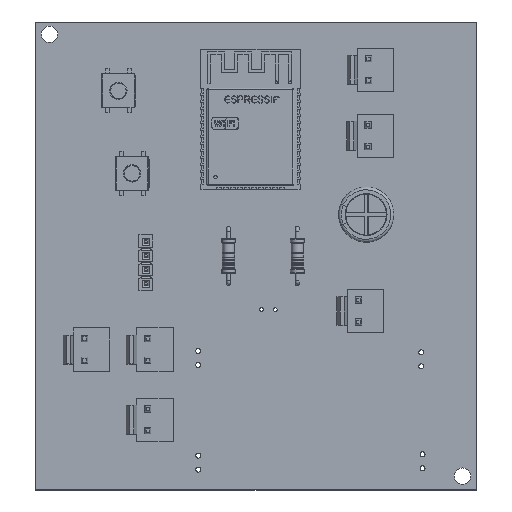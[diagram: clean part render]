
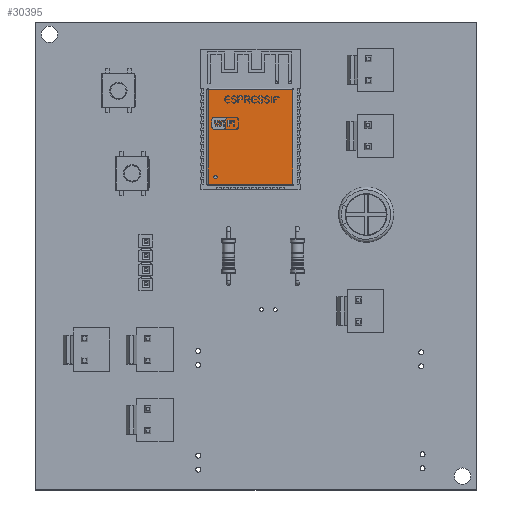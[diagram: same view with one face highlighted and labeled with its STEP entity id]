
A CAD part, top view. The second image highlights one B-rep face of the part: STEP entity #30395.
In plain terms, the highlighted planar face has unit normal (0, 0, 1).
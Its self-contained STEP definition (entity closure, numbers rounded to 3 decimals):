
#29308 = VERTEX_POINT('',#29309);
#29309 = CARTESIAN_POINT('',(-6.665,-10.461,2.3));
#29325 = EDGE_CURVE('',#29308,#29326,#29328,.T.);
#29326 = VERTEX_POINT('',#29327);
#29327 = CARTESIAN_POINT('',(-6.065,-10.461,2.3));
#29328 = CIRCLE('',#29329,0.3);
#29329 = AXIS2_PLACEMENT_3D('',#29330,#29331,#29332);
#29330 = CARTESIAN_POINT('',(-6.365,-10.461,2.3));
#29331 = DIRECTION('',(0.,0.,-1.));
#29332 = DIRECTION('',(1.,0.,0.));
#29334 = EDGE_CURVE('',#29326,#29308,#29335,.T.);
#29335 = CIRCLE('',#29336,0.3);
#29336 = AXIS2_PLACEMENT_3D('',#29337,#29338,#29339);
#29337 = CARTESIAN_POINT('',(-6.365,-10.461,2.3));
#29338 = DIRECTION('',(0.,0.,-1.));
#29339 = DIRECTION('',(1.,0.,0.));
#30142 = VERTEX_POINT('',#30143);
#30143 = CARTESIAN_POINT('',(7.7,-11.69,2.3));
#30159 = VERTEX_POINT('',#30160);
#30160 = CARTESIAN_POINT('',(7.7,5.51,2.3));
#30167 = EDGE_CURVE('',#30159,#30142,#30168,.T.);
#30168 = LINE('',#30169,#30170);
#30169 = CARTESIAN_POINT('',(7.7,-7.49,2.3));
#30170 = VECTOR('',#30171,1.);
#30171 = DIRECTION('',(0.,-1.,0.));
#30182 = VERTEX_POINT('',#30183);
#30183 = CARTESIAN_POINT('',(-7.7,-11.69,2.3));
#30205 = EDGE_CURVE('',#30142,#30182,#30206,.T.);
#30206 = LINE('',#30207,#30208);
#30207 = CARTESIAN_POINT('',(-3.95,-11.69,2.3));
#30208 = VECTOR('',#30209,1.);
#30209 = DIRECTION('',(-1.,0.,0.));
#30237 = VERTEX_POINT('',#30238);
#30238 = CARTESIAN_POINT('',(-7.7,5.51,2.3));
#30260 = EDGE_CURVE('',#30182,#30237,#30261,.T.);
#30261 = LINE('',#30262,#30263);
#30262 = CARTESIAN_POINT('',(-7.7,1.31,2.3));
#30263 = VECTOR('',#30264,1.);
#30264 = DIRECTION('',(0.,1.,0.));
#30307 = EDGE_CURVE('',#30237,#30159,#30308,.T.);
#30308 = LINE('',#30309,#30310);
#30309 = CARTESIAN_POINT('',(3.95,5.51,2.3));
#30310 = VECTOR('',#30311,1.);
#30311 = DIRECTION('',(1.,0.,0.));
#30395 = ADVANCED_FACE('',(#30396,#30402),#30406,.T.);
#30396 = FACE_BOUND('',#30397,.T.);
#30397 = EDGE_LOOP('',(#30398,#30399,#30400,#30401));
#30398 = ORIENTED_EDGE('',*,*,#30167,.F.);
#30399 = ORIENTED_EDGE('',*,*,#30307,.F.);
#30400 = ORIENTED_EDGE('',*,*,#30260,.F.);
#30401 = ORIENTED_EDGE('',*,*,#30205,.F.);
#30402 = FACE_BOUND('',#30403,.T.);
#30403 = EDGE_LOOP('',(#30404,#30405));
#30404 = ORIENTED_EDGE('',*,*,#29334,.T.);
#30405 = ORIENTED_EDGE('',*,*,#29325,.T.);
#30406 = PLANE('',#30407);
#30407 = AXIS2_PLACEMENT_3D('',#30408,#30409,#30410);
#30408 = CARTESIAN_POINT('',(0.,-3.09,2.3));
#30409 = DIRECTION('',(0.,0.,1.));
#30410 = DIRECTION('',(1.,0.,0.));
